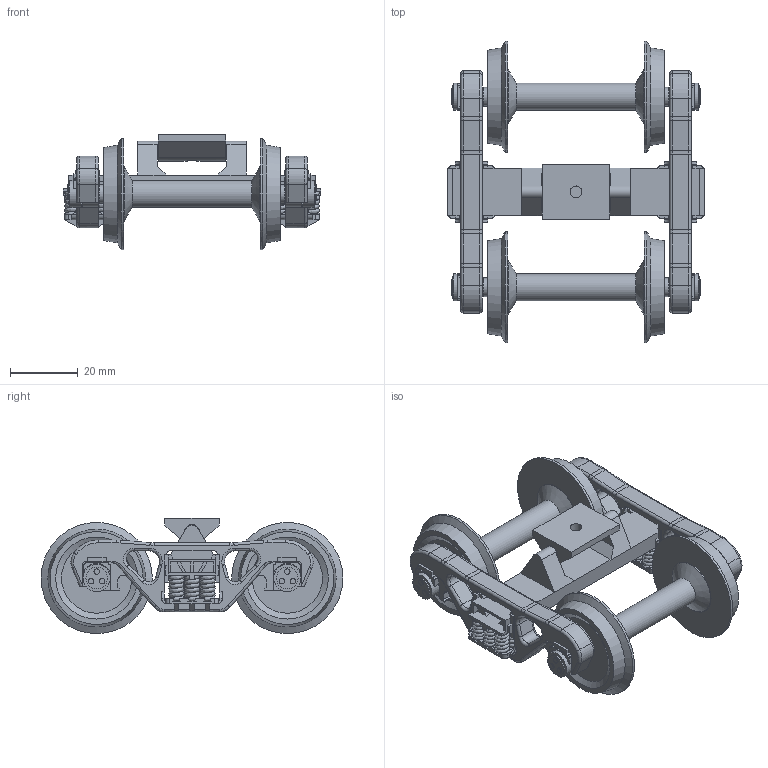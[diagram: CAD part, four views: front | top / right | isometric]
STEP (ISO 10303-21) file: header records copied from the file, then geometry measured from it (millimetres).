
FILE_DESCRIPTION(/* description */ (''),/* implementation_level */ '2;1');
FILE_NAME(/* name */ 'Bogie Freight 1800 920 v9.step',/* time_stamp */ '2025-05-31T01:11:14+05:30',/* author */ (''),/* organization */ (''),/* preprocessor_version */ 'ST-DEVELOPER v20.1',/* originating_system */ 'Autodesk Translation Framework v14.10.0.0',/* authorisation */ '');
FILE_SCHEMA (('AUTOMOTIVE_DESIGN { 1 0 10303 214 3 1 1 }'));
Length unit declared in the file: millimetre
Products named in the file (23): Bogie Freight 1800 920; Wheels; wheels (1); Axle; Rod; wheels (1)(Mirror); wheels (1)(Mirror) (1); Axle(Mirror); Rod (1); wheels (1)(Mirror)(Mirror); Bogie; Bearing Cap; Bearing Cap (1); Bearing Cap (1)(Mirror); Bearing Cap (1)(Mirror) (1); Bearing Cap (1)(Mirror)(Mirror); Swivel Joint; Frame (Bearing); Bearing; 7804K119_Stainless Steel Ball Bearing; 7804K119_Stainless Steel Ball Bearing_1; 7804K119_Stainless Steel Ball Bearing_2; 7804K119_Stainless Steel Ball Bearing_3
Assembly tree (22 placements, depth 4):
  Bogie Freight 1800 920
    Wheels
      wheels (1)
      Axle
      Rod
      wheels (1)(Mirror)
      wheels (1)(Mirror) (1)
      Axle(Mirror)
      Rod (1)
      wheels (1)(Mirror)(Mirror)
    Bogie
      Bearing Cap
        Bearing Cap (1)
        Bearing Cap (1)(Mirror)
        Bearing Cap (1)(Mirror) (1)
        Bearing Cap (1)(Mirror)(Mirror)
      Swivel Joint
      Frame (Bearing)
    Bearing
      7804K119_Stainless Steel Ball Bearing
      7804K119_Stainless Steel Ball Bearing_1
      7804K119_Stainless Steel Ball Bearing_2
      7804K119_Stainless Steel Ball Bearing_3
Bounding box: 76 x 89 x 34 mm (x, y, z)
Volume: 38277.5 mm3; surface area: 31402.1 mm2
Topology: 78 solids, 78 shells, 1097 faces, 2834 edges, 1811 vertices
Faces by surface type: plane 487, cylinder 422, torus 64, sphere 48, cone 40, bspline 36
Full cylindrical faces by diameter (mm): 1.6 x12, 2 x6, 2.3 x10, 2.6 x4, 3.2 x104, 3.28 x16, 3.5 x1, 3.72 x16, 5 x4, 5.2 x4, 5.5 x4, 6.4 x4, 8 x6, 16 x4, 16.2 x4, 32.8 x4
Entity records: 55238 total; most frequent: CARTESIAN_POINT 28385, ORIENTED_EDGE 5444, DIRECTION 5335, EDGE_CURVE 2722, AXIS2_PLACEMENT_3D 1907, VERTEX_POINT 1805, LINE 1521, VECTOR 1521
